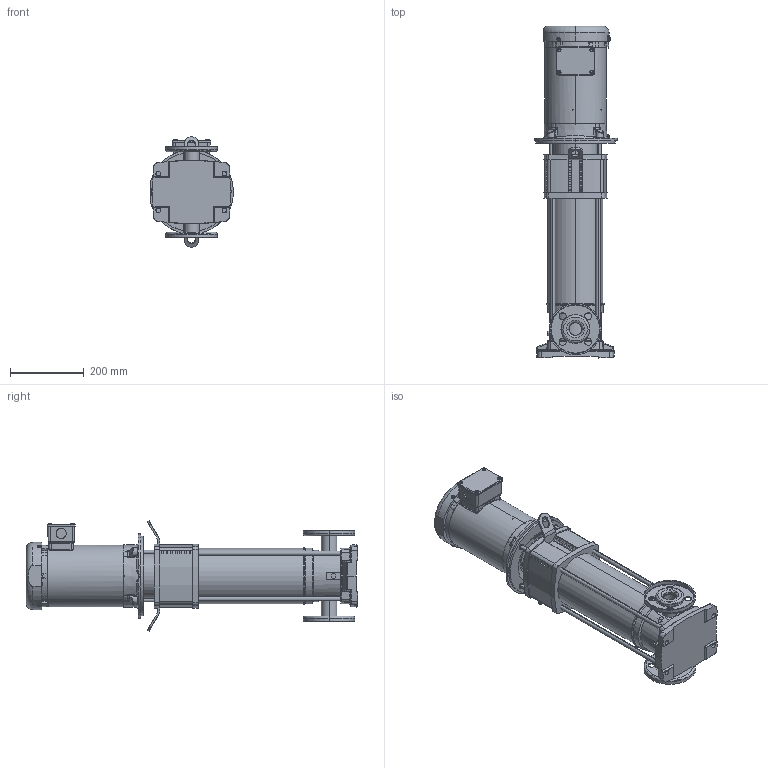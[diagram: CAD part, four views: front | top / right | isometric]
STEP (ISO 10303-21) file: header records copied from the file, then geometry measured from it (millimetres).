
FILE_DESCRIPTION (( 'STEP AP203' ), '1' );
FILE_NAME ('HELIX V20-09_208-230-460V.STEP', '2017-10-26T21:04:56', ( '' ), ( '' ), 'SwSTEP 2.0', 'SolidWorks 2017', '' );
FILE_SCHEMA (( 'CONFIG_CONTROL_DESIGN' ));
Products named in the file (1): HELIX V20-09_208-230-460V
Bounding box: 225.43 x 902.56 x 300 mm (x, y, z)
Surface area: 1213825.9 mm2 (no closed solid volume)
Topology: 0 solids, 21 shells, 2194 faces, 5702 edges, 3666 vertices
Faces by surface type: plane 999, cylinder 695, bspline 152, cone 148, torus 102, sphere 98
Entity records: 90973 total; most frequent: CARTESIAN_POINT 41355, ORIENTED_EDGE 11348, DIRECTION 8491, EDGE_CURVE 5678, VERTEX_POINT 3666, AXIS2_PLACEMENT_3D 2974, LINE 2543, VECTOR 2543
